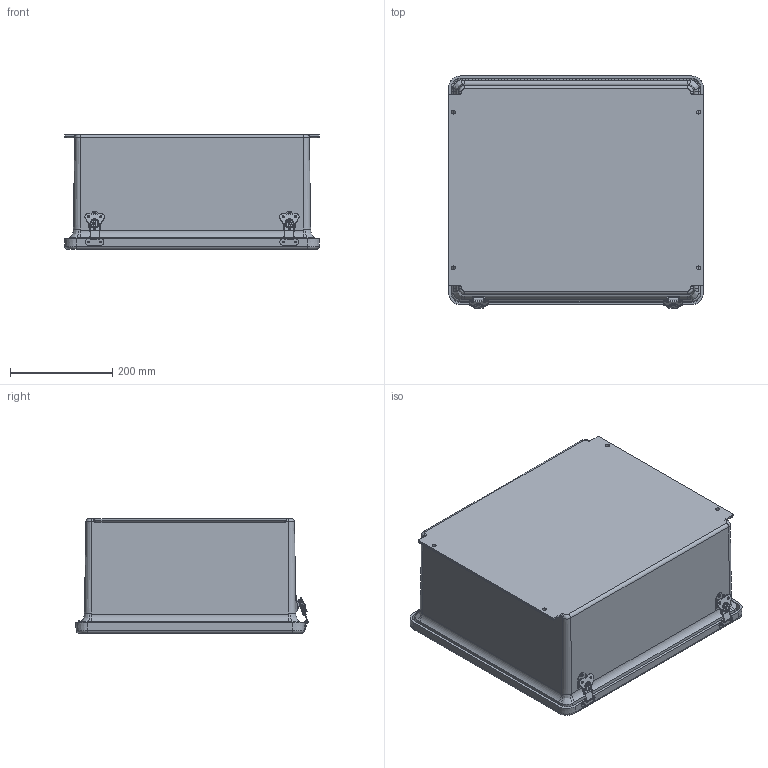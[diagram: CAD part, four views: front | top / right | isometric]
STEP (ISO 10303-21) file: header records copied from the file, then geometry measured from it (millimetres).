
FILE_DESCRIPTION(/* description */ (''),/* implementation_level */ '2;1');
FILE_NAME(/* name */ 'HW-J1816CHTL.stp',/* time_stamp */ '2016-08-22T09:51:51-05:00',/* author */ ('lieb_t'),/* organization */ (''),/* preprocessor_version */ 'ST-DEVELOPER v16.5',/* originating_system */ 'Autodesk Inventor 2017',/* authorisation */ '');
FILE_SCHEMA (('CONFIG_CONTROL_DESIGN'));
Length unit declared in the file: inch
Products named in the file (23): HW-J1816CHTL; WP1816HLBOX; WP1816HLU; J1816HLCVR; 1816H; RMKEEPLL150; SW3dPS-K3-0334-52_K3-0334-07; RMLATJLL150; RMLATJLL150_1; SW3dPS-K3-2347-52_K3_Rivet; SW3dPS-K3-2347-52_K3-2347-07_K3_Slide_No.3_Link_Lock_clf; SW3dPS-K3-2347-52_k3_anchor_plate_clf; SW3dPS-K3-2347-52_k3_Link_Lock_Housing; SW3dPS-K3-2347-52_k3_upper_cam_clf1; SW3dPS-K3-2347-52_k3_wing_clf1; SW3dPS-K3-2347-52_K3_Rivet_Anchor_Plate; SW3dPS-K3-2347-52_k3_cam_lower_clf; SW3dPS-K3-2347-52_k3_cap_spring_clf; RMHING17-1/2; RMHINGCOV17; RMHINGBOX17; RMHINGPIN17; RMRIV44
Assembly tree (49 placements, depth 4):
  HW-J1816CHTL
    WP1816HLBOX
    WP1816HLU
      J1816HLCVR
      1816H
      RMKEEPLL150  x2
        SW3dPS-K3-0334-52_K3-0334-07
        RMRIV44
    RMLATJLL150
      SW3dPS-K3-2347-52_K3_Rivet
      SW3dPS-K3-2347-52_K3-2347-07_K3_Slide_No.3_Link_Lock_clf
      SW3dPS-K3-2347-52_k3_anchor_plate_clf
      SW3dPS-K3-2347-52_k3_Link_Lock_Housing
      SW3dPS-K3-2347-52_k3_upper_cam_clf1
      SW3dPS-K3-2347-52_k3_wing_clf1
      SW3dPS-K3-2347-52_K3_Rivet_Anchor_Plate
      SW3dPS-K3-2347-52_k3_cam_lower_clf
      SW3dPS-K3-2347-52_k3_cap_spring_clf
      RMRIV44  x2
    RMLATJLL150_1
      SW3dPS-K3-2347-52_K3_Rivet
      SW3dPS-K3-2347-52_K3-2347-07_K3_Slide_No.3_Link_Lock_clf
      SW3dPS-K3-2347-52_k3_anchor_plate_clf
      SW3dPS-K3-2347-52_k3_Link_Lock_Housing
      SW3dPS-K3-2347-52_k3_upper_cam_clf1
      SW3dPS-K3-2347-52_k3_wing_clf1
      SW3dPS-K3-2347-52_K3_Rivet_Anchor_Plate
      SW3dPS-K3-2347-52_k3_cam_lower_clf
      SW3dPS-K3-2347-52_k3_cap_spring_clf
      RMRIV44  x2
    RMHING17-1/2
      RMHINGCOV17
      RMHINGBOX17
      RMHINGPIN17
      RMRIV44  x12
Bounding box: 498.6 x 454.51 x 224.17 mm (x, y, z)
Volume: 4270803 mm3; surface area: 1762897.6 mm2
Topology: 46 solids, 46 shells, 1147 faces, 2949 edges, 1948 vertices
Faces by surface type: plane 558, cylinder 469, torus 56, cone 30, bspline 24, sphere 10
Full cylindrical faces by diameter (mm): 1.702 x2, 2.159 x71, 2.21 x2, 2.489 x4, 2.64 x20, 2.794 x2, 3.175 x22, 3.3 x4, 3.327 x12, 3.378 x4, 3.429 x2, 3.556 x22, 3.861 x8, 4.572 x2, 4.75 x4, 4.8 x2, 4.851 x4, 5.41 x2, 5.537 x4, 6.35 x2, 7.264 x2, 7.925 x4, 13.335 x2, 13.589 x2, 15.494 x2, 16.764 x2
Entity records: 27453 total; most frequent: CARTESIAN_POINT 5411, DIRECTION 4562, ORIENTED_EDGE 4130, EDGE_CURVE 2065, AXIS2_PLACEMENT_3D 1671, VERTEX_POINT 1443, EDGE_LOOP 1252, LINE 1220
